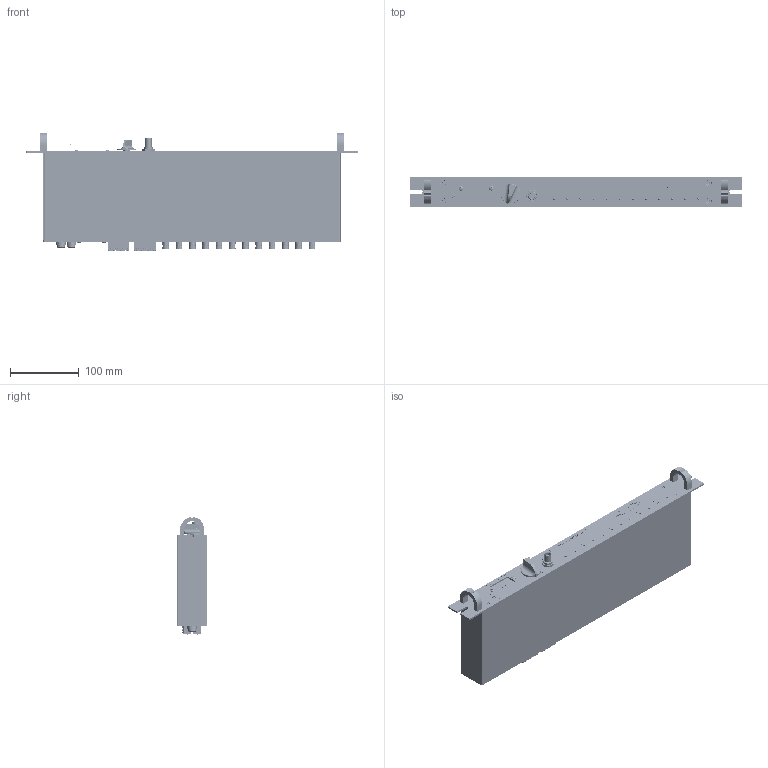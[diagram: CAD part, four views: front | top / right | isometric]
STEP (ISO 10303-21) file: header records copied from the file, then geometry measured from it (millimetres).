
FILE_DESCRIPTION(/* description */ (''),/* implementation_level */ '2;1');
FILE_NAME(/* name */ 'PS12A.stp',/* time_stamp */ '2018-08-21T13:53:39-04:00',/* author */ ('grayd'),/* organization */ ('CONNECTION TECHNOLOGY CENTER'),/* preprocessor_version */ 'ST-DEVELOPER v17.2',/* originating_system */ 'Autodesk Inventor 2019',/* authorisation */ '');
FILE_SCHEMA (('AUTOMOTIVE_DESIGN { 1 0 10303 214 3 1 1 }'));
Products named in the file (1): PS12A
Bounding box: 482.6 x 44.45 x 171.71 mm (x, y, z)
Volume: 2553710.8 mm3; surface area: 234968.5 mm2
Topology: 2 solids, 2 shells, 14176 faces, 39381 edges, 25744 vertices
Faces by surface type: plane 10193, cylinder 2008, bspline 1283, cone 398, torus 263, sphere 31
Full cylindrical faces by diameter (mm): 1.016 x1, 1.6 x48, 1.68 x3, 1.781 x24, 1.981 x50, 1.986 x44, 2.083 x1, 2.184 x24, 2.413 x24, 2.438 x12, 2.54 x24, 2.845 x48, 2.9 x12, 3.092 x4, 3.137 x1, 3.175 x2, 3.302 x13, 3.556 x2, 3.785 x4, 4.496 x8, 4.623 x24, 4.674 x1, 5.359 x2, 5.994 x1, 6.096 x1, 6.223 x2, 6.528 x2, 6.756 x1, 7.62 x1, 8.128 x1
Entity records: 514308 total; most frequent: CARTESIAN_POINT 143551, ORIENTED_EDGE 78700, DIRECTION 66820, EDGE_CURVE 39350, LINE 29902, VECTOR 29902, VERTEX_POINT 25744, AXIS2_PLACEMENT_3D 18459
